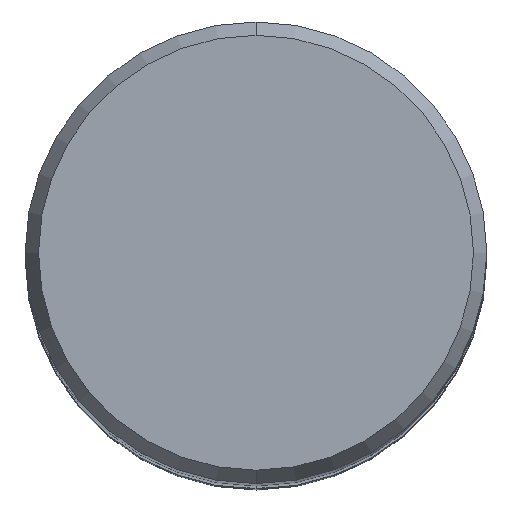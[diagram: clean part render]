
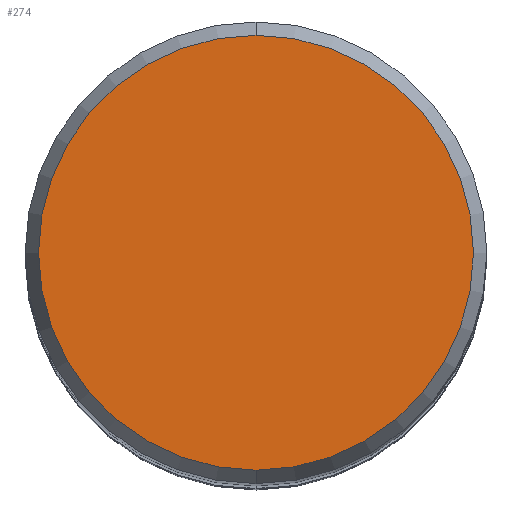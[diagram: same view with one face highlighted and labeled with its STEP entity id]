
A CAD part, top view. The second image highlights one B-rep face of the part: STEP entity #274.
In plain terms, the highlighted planar face has unit normal (0, 0, 1).
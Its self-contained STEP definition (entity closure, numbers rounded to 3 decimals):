
#274=ADVANCED_FACE('',(#597),#598,.T.);
#280=EDGE_CURVE('',#330,#338,#605,.T.);
#314=EDGE_CURVE('',#338,#330,#645,.T.);
#330=VERTEX_POINT('',#662);
#338=VERTEX_POINT('',#671);
#597=FACE_OUTER_BOUND('',#978,.T.);
#598=PLANE('',#979);
#605=CIRCLE('',#987,7.479);
#645=CIRCLE('',#1034,7.479);
#662=CARTESIAN_POINT('',(0.,-7.479,0.));
#671=CARTESIAN_POINT('',(0.0,7.479,0.));
#978=EDGE_LOOP('',(#1636,#1637));
#979=AXIS2_PLACEMENT_3D('',#1638,#1639,#1640);
#987=AXIS2_PLACEMENT_3D('',#1650,#1651,#1652);
#1034=AXIS2_PLACEMENT_3D('',#1701,#1702,#1703);
#1636=ORIENTED_EDGE('',*,*,#314,.F.);
#1637=ORIENTED_EDGE('',*,*,#280,.F.);
#1638=CARTESIAN_POINT('',(0.0,3.74,0.));
#1639=DIRECTION('',(-0.0,0.0,1.0));
#1640=DIRECTION('',(0.0,-1.0,0.0));
#1650=CARTESIAN_POINT('',(0.0,0.0,0.));
#1651=DIRECTION('',(0.0,0.0,-1.0));
#1652=DIRECTION('',(0.0,1.0,0.0));
#1701=CARTESIAN_POINT('',(0.0,0.0,0.));
#1702=DIRECTION('',(0.0,0.0,-1.0));
#1703=DIRECTION('',(0.0,1.0,0.0));
